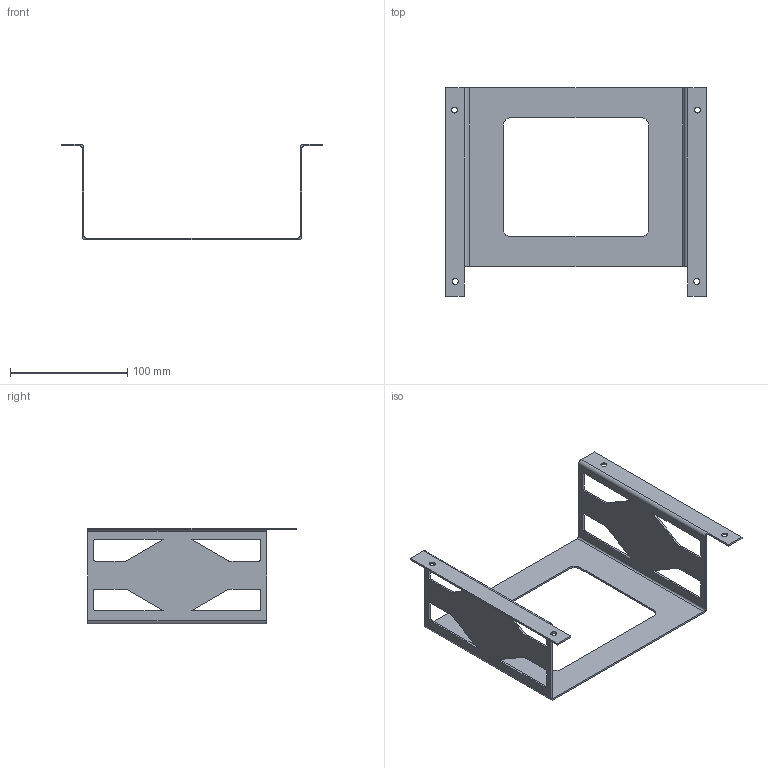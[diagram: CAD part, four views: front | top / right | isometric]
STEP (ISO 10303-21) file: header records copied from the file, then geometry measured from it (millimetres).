
FILE_DESCRIPTION (( 'STEP AP214' ), '1' );
FILE_NAME ('P-8 Battery Mount.STEP', '2015-01-25T00:37:34', ( '' ), ( '' ), 'SwSTEP 2.0', 'SolidWorks 2014', '' );
FILE_SCHEMA (( 'AUTOMOTIVE_DESIGN' ));
Length unit declared in the file: inch
Products named in the file (1): P-8 Battery Mount
Bounding box: 222.25 x 177.8 x 81.6 mm (x, y, z)
Volume: 62521.1 mm3; surface area: 83199.9 mm2
Topology: 1 solids, 1 shells, 112 faces, 298 edges, 188 vertices
Faces by surface type: plane 68, cylinder 44
Entity records: 3546 total; most frequent: DIRECTION 612, CARTESIAN_POINT 599, ORIENTED_EDGE 596, EDGE_CURVE 298, LINE 210, VECTOR 210, AXIS2_PLACEMENT_3D 201, VERTEX_POINT 188
